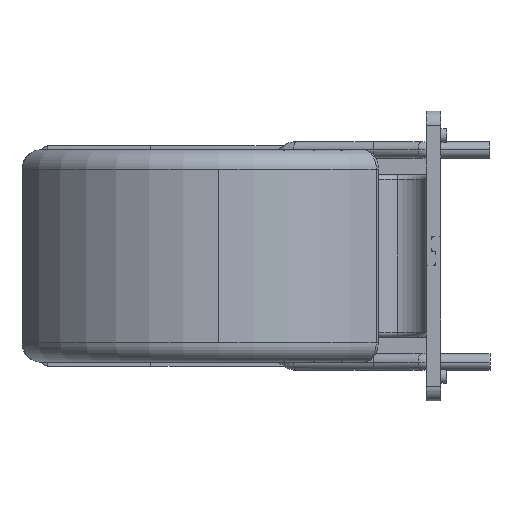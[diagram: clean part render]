
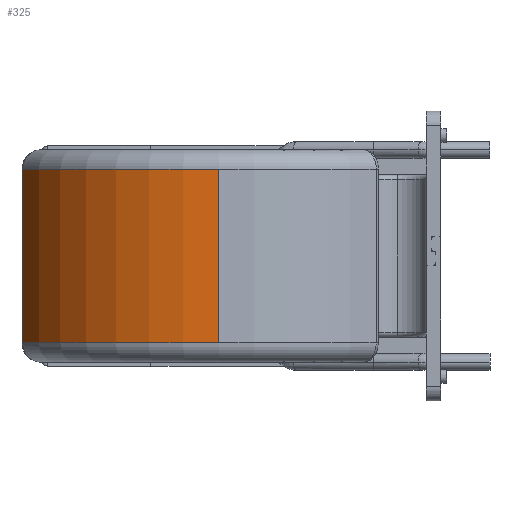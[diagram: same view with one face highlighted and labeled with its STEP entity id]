
A CAD part, left-side view. The second image highlights one B-rep face of the part: STEP entity #325.
In plain terms, the highlighted cylindrical face has radius 22 mm (diameter 44 mm), a partial arc.
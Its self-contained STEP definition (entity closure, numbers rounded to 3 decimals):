
#325 = ADVANCED_FACE ( 'NONE', ( #10326 ), #21097, .T. ) ;
#776 = CARTESIAN_POINT ( 'NONE',  ( -8.394, 20.336, 11. ) ) ;
#2246 = EDGE_CURVE ( 'NONE', #16300, #17312, #3057, .T. ) ;
#2286 = DIRECTION ( 'NONE',  ( 0., 0., -1. ) ) ;
#3057 = CIRCLE ( 'NONE', #9242, 22. ) ;
#3289 = AXIS2_PLACEMENT_3D ( 'NONE', #20726, #10912, #17581 ) ;
#3836 = VERTEX_POINT ( 'NONE', #7200 ) ;
#4252 = DIRECTION ( 'NONE',  ( 0., 0., 1. ) ) ;
#4352 = CIRCLE ( 'NONE', #10014, 22. ) ;
#4580 = ORIENTED_EDGE ( 'NONE', *, *, #11110, .T. ) ;
#5802 = ORIENTED_EDGE ( 'NONE', *, *, #7268, .T. ) ;
#5888 = DIRECTION ( 'NONE',  ( 1., 0., 0. ) ) ;
#5980 = CARTESIAN_POINT ( 'NONE',  ( -8.394, 20.336, -9. ) ) ;
#6556 = CARTESIAN_POINT ( 'NONE',  ( 0., 0., 9. ) ) ;
#6743 = EDGE_CURVE ( 'NONE', #3836, #17312, #7454, .T. ) ;
#6882 = ORIENTED_EDGE ( 'NONE', *, *, #6743, .F. ) ;
#7200 = CARTESIAN_POINT ( 'NONE',  ( -22., 0., 9. ) ) ;
#7268 = EDGE_CURVE ( 'NONE', #3836, #17509, #4352, .T. ) ;
#7454 = LINE ( 'NONE', #16975, #18339 ) ;
#9242 = AXIS2_PLACEMENT_3D ( 'NONE', #16110, #4252, #5888 ) ;
#10014 = AXIS2_PLACEMENT_3D ( 'NONE', #6556, #19917, #11751 ) ;
#10326 = FACE_OUTER_BOUND ( 'NONE', #12970, .T. ) ;
#10912 = DIRECTION ( 'NONE',  ( 0., 0., -1. ) ) ;
#11110 = EDGE_CURVE ( 'NONE', #17509, #16300, #20524, .T. ) ;
#11751 = DIRECTION ( 'NONE',  ( 1., 0., 0. ) ) ;
#12970 = EDGE_LOOP ( 'NONE', ( #6882, #5802, #4580, #15872 ) ) ;
#13038 = CARTESIAN_POINT ( 'NONE',  ( -22., 0., -9. ) ) ;
#15500 = CARTESIAN_POINT ( 'NONE',  ( -8.394, 20.336, 9. ) ) ;
#15872 = ORIENTED_EDGE ( 'NONE', *, *, #2246, .T. ) ;
#16110 = CARTESIAN_POINT ( 'NONE',  ( 0., 0., -9. ) ) ;
#16300 = VERTEX_POINT ( 'NONE', #5980 ) ;
#16975 = CARTESIAN_POINT ( 'NONE',  ( -22., 0., 11. ) ) ;
#17312 = VERTEX_POINT ( 'NONE', #13038 ) ;
#17509 = VERTEX_POINT ( 'NONE', #15500 ) ;
#17581 = DIRECTION ( 'NONE',  ( -1., 0., 0. ) ) ;
#18339 = VECTOR ( 'NONE', #20189, 1000. ) ;
#18490 = VECTOR ( 'NONE', #2286, 1000. ) ;
#19917 = DIRECTION ( 'NONE',  ( 0., 0., -1. ) ) ;
#20189 = DIRECTION ( 'NONE',  ( 0., 0., -1. ) ) ;
#20524 = LINE ( 'NONE', #776, #18490 ) ;
#20726 = CARTESIAN_POINT ( 'NONE',  ( 0., 0., 11. ) ) ;
#21097 = CYLINDRICAL_SURFACE ( 'NONE', #3289, 22. ) ;
